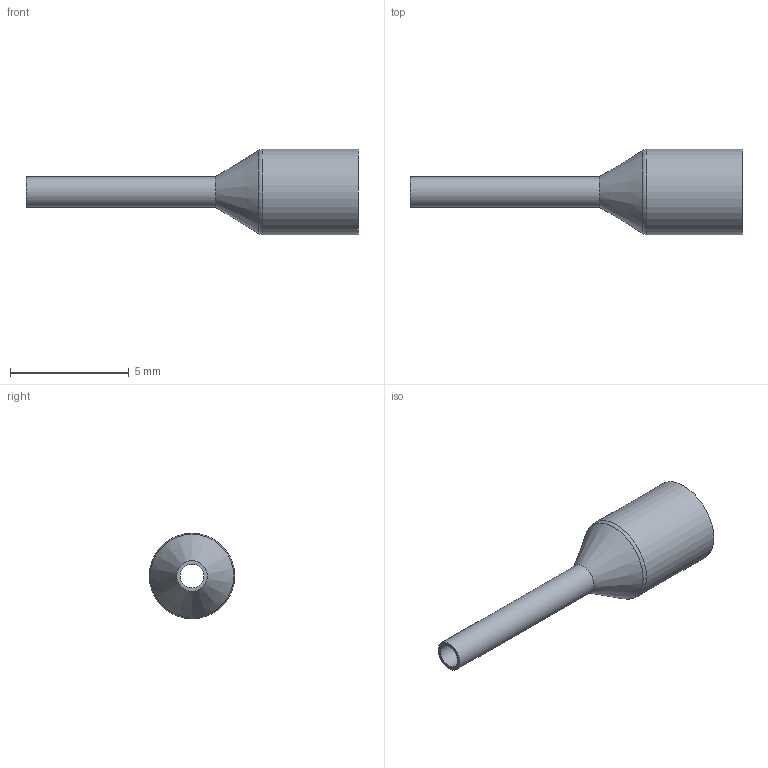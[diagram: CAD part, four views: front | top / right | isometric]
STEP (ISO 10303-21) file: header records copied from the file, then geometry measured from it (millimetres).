
FILE_DESCRIPTION(('FreeCAD Model'),'2;1');
FILE_NAME('Open CASCADE Shape Model','2025-04-18T22:15:12',('Author'),( ''),'Open CASCADE STEP processor 7.8','FreeCAD','Unknown');
FILE_SCHEMA(('AUTOMOTIVE_DESIGN { 1 0 10303 214 1 1 1 1 }'));
Length unit declared in the file: millimetre
Products named in the file (3): Ferrule 0,5mm 8mm; Ferrule 0,50 qmm x 8 mm - teilisoliert Stift; Ferrule 0,50 qmm x 8mm - teilisoliert Fassung
Assembly tree (2 placements, depth 2):
  Ferrule 0,5mm 8mm
    Ferrule 0,50 qmm x 8 mm - teilisoliert Stift
    Ferrule 0,50 qmm x 8mm - teilisoliert Fassung
Bounding box: 14 x 3.6 x 3.6 mm (x, y, z)
Volume: 37.8 mm3; surface area: 182.7 mm2
Topology: 2 solids, 2 shells, 17 faces, 33 edges, 18 vertices
Faces by surface type: cone 7, cylinder 4, torus 4, plane 2
Full cylindrical faces by diameter (mm): 1 x1, 1.3 x2, 3.6 x1
Entity records: 505 total; most frequent: CARTESIAN_POINT 106, DIRECTION 76, ORIENTED_EDGE 66, AXIS2_PLACEMENT_3D 38, EDGE_CURVE 33, FACE_BOUND 19, EDGE_LOOP 19, VERTEX_POINT 18
